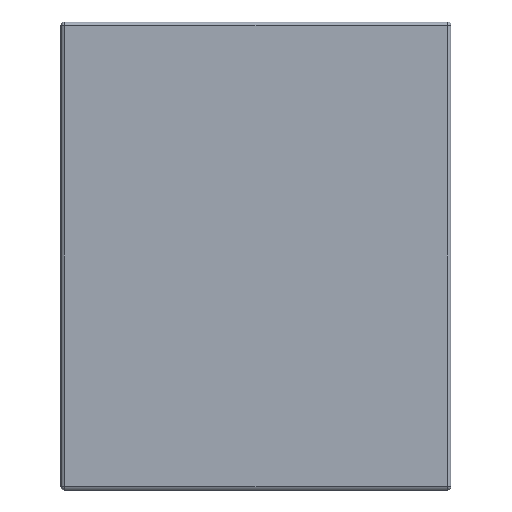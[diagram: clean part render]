
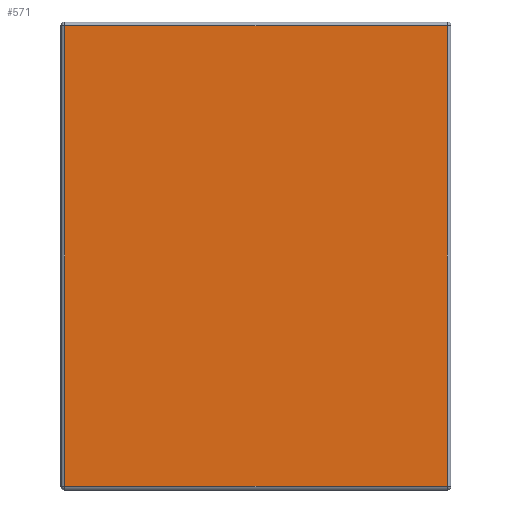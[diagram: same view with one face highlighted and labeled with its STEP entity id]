
A CAD part, front view. The second image highlights one B-rep face of the part: STEP entity #571.
In plain terms, the highlighted planar face has unit normal (0, -1, 0).
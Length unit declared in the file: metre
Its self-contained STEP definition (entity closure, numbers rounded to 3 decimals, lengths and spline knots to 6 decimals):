
#64=ORIENTED_EDGE('',*,*,#224,.T.);
#65=ORIENTED_EDGE('',*,*,#225,.T.);
#66=ORIENTED_EDGE('',*,*,#226,.T.);
#67=ORIENTED_EDGE('',*,*,#227,.T.);
#224=EDGE_CURVE('',#304,#305,#356,.F.);
#225=EDGE_CURVE('',#305,#306,#357,.F.);
#226=EDGE_CURVE('',#306,#307,#358,.T.);
#227=EDGE_CURVE('',#307,#304,#359,.T.);
#304=VERTEX_POINT('',#877);
#305=VERTEX_POINT('',#878);
#306=VERTEX_POINT('',#880);
#307=VERTEX_POINT('',#882);
#356=LINE('',#876,#404);
#357=LINE('',#879,#405);
#358=LINE('',#881,#406);
#359=LINE('',#883,#407);
#404=VECTOR('',#694,1.);
#405=VECTOR('',#695,1.);
#406=VECTOR('',#696,1.);
#407=VECTOR('',#697,1.);
#452=EDGE_LOOP('',(#64,#65,#66,#67));
#502=FACE_BOUND('',#452,.T.);
#552=PLANE('',#623);
#571=ADVANCED_FACE('',(#502),#552,.F.);
#623=AXIS2_PLACEMENT_3D('',#875,#692,#693);
#692=DIRECTION('',(0.,1.,0.));
#693=DIRECTION('',(1.,0.,0.));
#694=DIRECTION('',(-1.,0.,0.));
#695=DIRECTION('',(0.,0.,-1.));
#696=DIRECTION('',(-1.,0.,0.));
#697=DIRECTION('',(0.,0.,-1.));
#875=CARTESIAN_POINT('',(0.,0.,0.));
#876=CARTESIAN_POINT('',(0.,0.,-0.059));
#877=CARTESIAN_POINT('',(-0.049,0.,-0.059));
#878=CARTESIAN_POINT('',(0.049,0.,-0.059));
#879=CARTESIAN_POINT('',(0.049,0.,0.));
#880=CARTESIAN_POINT('',(0.049,0.,0.059));
#881=CARTESIAN_POINT('',(-0.049227,0.,0.059));
#882=CARTESIAN_POINT('',(-0.049,0.,0.059));
#883=CARTESIAN_POINT('',(-0.049,0.,-0.059227));
